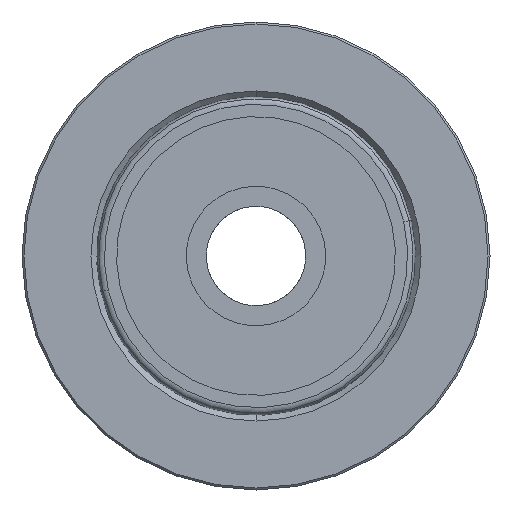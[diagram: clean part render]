
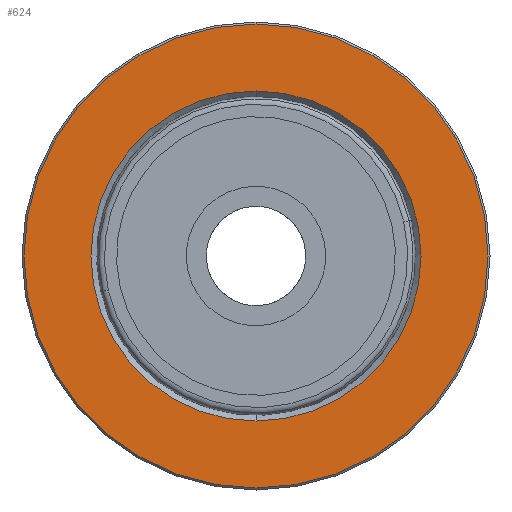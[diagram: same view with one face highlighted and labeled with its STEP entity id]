
A CAD part, front view. The second image highlights one B-rep face of the part: STEP entity #624.
In plain terms, the highlighted planar face has unit normal (0, -1, 0).
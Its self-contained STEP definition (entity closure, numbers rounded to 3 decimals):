
#16=CARTESIAN_POINT('',(0.,-3.75,0.));
#17=DIRECTION('',(0.,-1.,0.));
#18=DIRECTION('',(0.,0.,1.));
#19=AXIS2_PLACEMENT_3D('',#16,#17,#18);
#25=CARTESIAN_POINT('',(0.,-3.75,0.));
#26=DIRECTION('',(0.,-1.,0.));
#27=DIRECTION('',(0.,0.,-1.));
#28=AXIS2_PLACEMENT_3D('',#25,#26,#27);
#33=CARTESIAN_POINT('',(0.,-3.75,0.));
#34=DIRECTION('',(0.,1.,0.));
#35=DIRECTION('',(-1.,0.,0.));
#36=AXIS2_PLACEMENT_3D('',#33,#34,#35);
#41=CARTESIAN_POINT('',(0.,-3.75,0.));
#42=DIRECTION('',(0.,1.,0.));
#43=DIRECTION('',(0.,0.,-1.));
#44=AXIS2_PLACEMENT_3D('',#41,#42,#43);
#49=CARTESIAN_POINT('',(0.,-3.75,0.));
#50=DIRECTION('',(0.,1.,0.));
#51=DIRECTION('',(0.,0.,1.));
#52=AXIS2_PLACEMENT_3D('',#49,#50,#51);
#521=CARTESIAN_POINT('',(0.,-3.75,11.65));
#523=VERTEX_POINT('',#521);
#525=CARTESIAN_POINT('',(0.,-3.75,-11.65));
#527=VERTEX_POINT('',#525);
#596=CARTESIAN_POINT('',(0.,-3.75,-8.287));
#598=VERTEX_POINT('',#596);
#600=CARTESIAN_POINT('',(0.,-3.75,8.287));
#602=VERTEX_POINT('',#600);
#603=CARTESIAN_POINT('',(-8.287,-3.75,0.));
#604=VERTEX_POINT('',#603);
#605=CARTESIAN_POINT('',(0.,-3.75,0.));
#606=DIRECTION('',(0.,1.,0.));
#607=DIRECTION('',(0.,0.,1.));
#608=AXIS2_PLACEMENT_3D('',#605,#606,#607);
#609=PLANE('',#608);
#611=ORIENTED_EDGE('',*,*,#610,.F.);
#613=ORIENTED_EDGE('',*,*,#612,.F.);
#614=EDGE_LOOP('',(#611,#613));
#615=FACE_OUTER_BOUND('',#614,.F.);
#617=ORIENTED_EDGE('',*,*,#616,.F.);
#619=ORIENTED_EDGE('',*,*,#618,.F.);
#621=ORIENTED_EDGE('',*,*,#620,.F.);
#622=EDGE_LOOP('',(#617,#619,#621));
#623=FACE_BOUND('',#622,.F.);
#624=ADVANCED_FACE('',(#615,#623),#609,.F.);
#20=CIRCLE('',#19,11.65);
#29=CIRCLE('',#28,11.65);
#37=CIRCLE('',#36,8.287);
#45=CIRCLE('',#44,8.287);
#53=CIRCLE('',#52,8.287);
#610=EDGE_CURVE('',#523,#527,#20,.T.);
#612=EDGE_CURVE('',#527,#523,#29,.T.);
#616=EDGE_CURVE('',#604,#602,#37,.T.);
#618=EDGE_CURVE('',#598,#604,#45,.T.);
#620=EDGE_CURVE('',#602,#598,#53,.T.);
